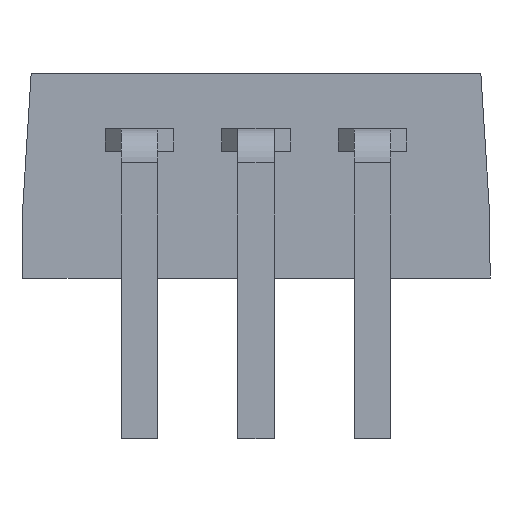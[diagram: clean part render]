
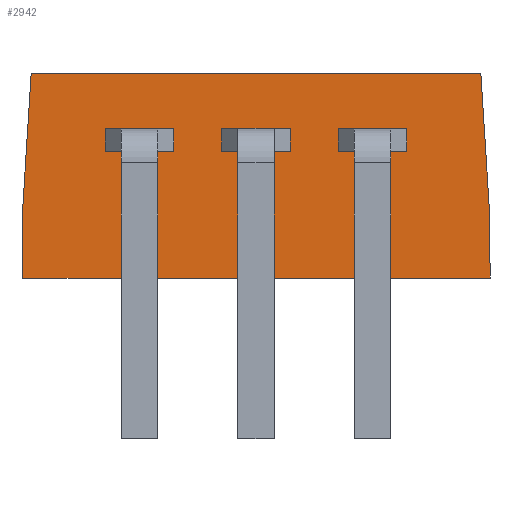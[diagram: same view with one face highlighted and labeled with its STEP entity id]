
A CAD part, front view. The second image highlights one B-rep face of the part: STEP entity #2942.
In plain terms, the highlighted planar face has unit normal (0, -1, 0).
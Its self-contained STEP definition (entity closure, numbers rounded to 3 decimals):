
#31 = CARTESIAN_POINT ( 'NONE',  ( -5.1, 0., 4.45 ) ) ;
#89 = LINE ( 'NONE', #235, #3079 ) ;
#97 = ORIENTED_EDGE ( 'NONE', *, *, #223, .F. ) ;
#120 = LINE ( 'NONE', #678, #972 ) ;
#136 = LINE ( 'NONE', #950, #994 ) ;
#149 = ORIENTED_EDGE ( 'NONE', *, *, #2587, .F. ) ;
#153 = VERTEX_POINT ( 'NONE', #1178 ) ;
#165 = VECTOR ( 'NONE', #2346, 1000. ) ;
#194 = FACE_OUTER_BOUND ( 'NONE', #803, .T. ) ;
#223 = EDGE_CURVE ( 'NONE', #2063, #2988, #392, .T. ) ;
#226 = CARTESIAN_POINT ( 'NONE',  ( -5.1, 0., 1.27 ) ) ;
#235 = CARTESIAN_POINT ( 'NONE',  ( -3.29, 0., 2.75 ) ) ;
#241 = LINE ( 'NONE', #2685, #2802 ) ;
#243 = DIRECTION ( 'NONE',  ( 1., 0., 0. ) ) ;
#248 = EDGE_CURVE ( 'NONE', #3155, #613, #1724, .T. ) ;
#272 = DIRECTION ( 'NONE',  ( 1., 0., 0. ) ) ;
#275 = DIRECTION ( 'NONE',  ( 0., 0., 1. ) ) ;
#278 = LINE ( 'NONE', #2787, #1141 ) ;
#300 = CARTESIAN_POINT ( 'NONE',  ( -1.79, 0., 3.25 ) ) ;
#330 = DIRECTION ( 'NONE',  ( 1., 0., 0. ) ) ;
#339 = DIRECTION ( 'NONE',  ( -1., 0., 0. ) ) ;
#392 = LINE ( 'NONE', #1779, #978 ) ;
#422 = ORIENTED_EDGE ( 'NONE', *, *, #1415, .F. ) ;
#450 = DIRECTION ( 'NONE',  ( 0., 1., 0. ) ) ;
#524 = LINE ( 'NONE', #31, #2125 ) ;
#539 = CARTESIAN_POINT ( 'NONE',  ( 1.79, 0., 2.75 ) ) ;
#613 = VERTEX_POINT ( 'NONE', #1901 ) ;
#623 = CARTESIAN_POINT ( 'NONE',  ( -3.29, 0., 2.75 ) ) ;
#631 = ORIENTED_EDGE ( 'NONE', *, *, #2114, .F. ) ;
#678 = CARTESIAN_POINT ( 'NONE',  ( 1.79, 0., 2.75 ) ) ;
#765 = VERTEX_POINT ( 'NONE', #2793 ) ;
#774 = FACE_BOUND ( 'NONE', #2165, .T. ) ;
#779 = EDGE_CURVE ( 'NONE', #153, #967, #524, .T. ) ;
#803 = EDGE_LOOP ( 'NONE', ( #149, #2638, #1751, #1170, #1638, #631, #422 ) ) ;
#818 = VERTEX_POINT ( 'NONE', #623 ) ;
#920 = DIRECTION ( 'NONE',  ( 0., 0., -1. ) ) ;
#935 = VERTEX_POINT ( 'NONE', #3183 ) ;
#950 = CARTESIAN_POINT ( 'NONE',  ( -1.79, 0., 3.25 ) ) ;
#967 = VERTEX_POINT ( 'NONE', #1392 ) ;
#972 = VECTOR ( 'NONE', #920, 1000. ) ;
#978 = VECTOR ( 'NONE', #243, 1000. ) ;
#980 = DIRECTION ( 'NONE',  ( 0., 0., 1. ) ) ;
#994 = VECTOR ( 'NONE', #2472, 1000. ) ;
#1003 = CARTESIAN_POINT ( 'NONE',  ( -1.79, 0., 2.75 ) ) ;
#1009 = CARTESIAN_POINT ( 'NONE',  ( 1.79, 0., 3.25 ) ) ;
#1018 = VECTOR ( 'NONE', #1675, 1000. ) ;
#1022 = DIRECTION ( 'NONE',  ( 1., 0., 0. ) ) ;
#1029 = LINE ( 'NONE', #2220, #1315 ) ;
#1068 = EDGE_CURVE ( 'NONE', #2988, #935, #1029, .T. ) ;
#1070 = LINE ( 'NONE', #1608, #165 ) ;
#1108 = CARTESIAN_POINT ( 'NONE',  ( 5.1, 0., 1.27 ) ) ;
#1132 = CARTESIAN_POINT ( 'NONE',  ( -0.75, 0., 2.75 ) ) ;
#1137 = LINE ( 'NONE', #226, #2999 ) ;
#1141 = VECTOR ( 'NONE', #275, 1000. ) ;
#1145 = VECTOR ( 'NONE', #980, 1000. ) ;
#1156 = CARTESIAN_POINT ( 'NONE',  ( -5.1, 0., 0. ) ) ;
#1170 = ORIENTED_EDGE ( 'NONE', *, *, #1372, .T. ) ;
#1178 = CARTESIAN_POINT ( 'NONE',  ( -4.9, 0., 4.45 ) ) ;
#1209 = VERTEX_POINT ( 'NONE', #300 ) ;
#1278 = CARTESIAN_POINT ( 'NONE',  ( 5.1, 0., 1.27 ) ) ;
#1285 = VERTEX_POINT ( 'NONE', #1108 ) ;
#1294 = EDGE_CURVE ( 'NONE', #2590, #1927, #1070, .T. ) ;
#1315 = VECTOR ( 'NONE', #2744, 1000. ) ;
#1362 = VERTEX_POINT ( 'NONE', #2861 ) ;
#1372 = EDGE_CURVE ( 'NONE', #153, #765, #2601, .T. ) ;
#1392 = CARTESIAN_POINT ( 'NONE',  ( 4.9, 0., 4.45 ) ) ;
#1415 = EDGE_CURVE ( 'NONE', #3018, #1444, #2266, .T. ) ;
#1418 = LINE ( 'NONE', #1758, #1145 ) ;
#1423 = VECTOR ( 'NONE', #330, 1000. ) ;
#1444 = VERTEX_POINT ( 'NONE', #2886 ) ;
#1451 = VERTEX_POINT ( 'NONE', #1156 ) ;
#1456 = CARTESIAN_POINT ( 'NONE',  ( -0.75, 0., 3.25 ) ) ;
#1466 = DIRECTION ( 'NONE',  ( 0., 0., -1. ) ) ;
#1499 = LINE ( 'NONE', #1456, #2156 ) ;
#1559 = FACE_BOUND ( 'NONE', #2699, .T. ) ;
#1573 = LINE ( 'NONE', #2204, #1933 ) ;
#1594 = CARTESIAN_POINT ( 'NONE',  ( -5.1, 0., -0.01 ) ) ;
#1608 = CARTESIAN_POINT ( 'NONE',  ( 1.79, 0., 3.25 ) ) ;
#1638 = ORIENTED_EDGE ( 'NONE', *, *, #2494, .T. ) ;
#1648 = LINE ( 'NONE', #2195, #1018 ) ;
#1675 = DIRECTION ( 'NONE',  ( -0.063, 0., 0.998 ) ) ;
#1677 = VERTEX_POINT ( 'NONE', #1003 ) ;
#1679 = DIRECTION ( 'NONE',  ( -1., 0., 0. ) ) ;
#1695 = EDGE_CURVE ( 'NONE', #1677, #1209, #1418, .T. ) ;
#1721 = ORIENTED_EDGE ( 'NONE', *, *, #2146, .F. ) ;
#1724 = LINE ( 'NONE', #2016, #3067 ) ;
#1751 = ORIENTED_EDGE ( 'NONE', *, *, #779, .F. ) ;
#1758 = CARTESIAN_POINT ( 'NONE',  ( -1.79, 0., 2.75 ) ) ;
#1779 = CARTESIAN_POINT ( 'NONE',  ( -0.75, 0., 2.75 ) ) ;
#1831 = EDGE_CURVE ( 'NONE', #1209, #2981, #136, .T. ) ;
#1835 = CARTESIAN_POINT ( 'NONE',  ( -1.79, 0., 2.75 ) ) ;
#1858 = ORIENTED_EDGE ( 'NONE', *, *, #2048, .F. ) ;
#1901 = CARTESIAN_POINT ( 'NONE',  ( 3.29, 0., 2.75 ) ) ;
#1927 = VERTEX_POINT ( 'NONE', #1009 ) ;
#1933 = VECTOR ( 'NONE', #2480, 1000. ) ;
#1935 = VECTOR ( 'NONE', #339, 1000. ) ;
#1938 = LINE ( 'NONE', #1835, #1423 ) ;
#1948 = CARTESIAN_POINT ( 'NONE',  ( -5.1, 0., 1.27 ) ) ;
#1964 = ORIENTED_EDGE ( 'NONE', *, *, #1969, .F. ) ;
#1969 = EDGE_CURVE ( 'NONE', #818, #1677, #1938, .T. ) ;
#2016 = CARTESIAN_POINT ( 'NONE',  ( 1.79, 0., 2.75 ) ) ;
#2038 = CARTESIAN_POINT ( 'NONE',  ( 3.29, 0., 3.25 ) ) ;
#2048 = EDGE_CURVE ( 'NONE', #1362, #2063, #241, .T. ) ;
#2063 = VERTEX_POINT ( 'NONE', #1132 ) ;
#2075 = ORIENTED_EDGE ( 'NONE', *, *, #1695, .F. ) ;
#2114 = EDGE_CURVE ( 'NONE', #1444, #1451, #1573, .T. ) ;
#2125 = VECTOR ( 'NONE', #272, 1000. ) ;
#2146 = EDGE_CURVE ( 'NONE', #935, #1362, #1499, .T. ) ;
#2156 = VECTOR ( 'NONE', #1679, 1000. ) ;
#2165 = EDGE_LOOP ( 'NONE', ( #2470, #2283, #2514, #2654 ) ) ;
#2181 = EDGE_CURVE ( 'NONE', #2981, #818, #89, .T. ) ;
#2195 = CARTESIAN_POINT ( 'NONE',  ( 5.1, 0., 1.27 ) ) ;
#2204 = CARTESIAN_POINT ( 'NONE',  ( -5.1, 0., -0.01 ) ) ;
#2220 = CARTESIAN_POINT ( 'NONE',  ( 0.75, 0., 2.75 ) ) ;
#2241 = EDGE_CURVE ( 'NONE', #613, #2590, #278, .T. ) ;
#2245 = EDGE_LOOP ( 'NONE', ( #2459, #3138, #2075, #1964 ) ) ;
#2260 = DIRECTION ( 'NONE',  ( 0., 0., -1. ) ) ;
#2266 = LINE ( 'NONE', #1594, #1935 ) ;
#2283 = ORIENTED_EDGE ( 'NONE', *, *, #248, .F. ) ;
#2346 = DIRECTION ( 'NONE',  ( -1., 0., 0. ) ) ;
#2437 = CARTESIAN_POINT ( 'NONE',  ( -3.29, 0., 3.25 ) ) ;
#2446 = PLANE ( 'NONE',  #2695 ) ;
#2459 = ORIENTED_EDGE ( 'NONE', *, *, #2181, .F. ) ;
#2470 = ORIENTED_EDGE ( 'NONE', *, *, #2241, .F. ) ;
#2472 = DIRECTION ( 'NONE',  ( -1., 0., 0. ) ) ;
#2475 = CARTESIAN_POINT ( 'NONE',  ( 5.1, 0., -0.01 ) ) ;
#2480 = DIRECTION ( 'NONE',  ( 0., 0., 1. ) ) ;
#2494 = EDGE_CURVE ( 'NONE', #765, #1451, #1137, .T. ) ;
#2498 = DIRECTION ( 'NONE',  ( 0., 0., -1. ) ) ;
#2514 = ORIENTED_EDGE ( 'NONE', *, *, #2921, .F. ) ;
#2587 = EDGE_CURVE ( 'NONE', #1285, #3018, #3269, .T. ) ;
#2590 = VERTEX_POINT ( 'NONE', #2038 ) ;
#2601 = LINE ( 'NONE', #2877, #3006 ) ;
#2631 = FACE_BOUND ( 'NONE', #2245, .T. ) ;
#2638 = ORIENTED_EDGE ( 'NONE', *, *, #2914, .T. ) ;
#2654 = ORIENTED_EDGE ( 'NONE', *, *, #1294, .F. ) ;
#2685 = CARTESIAN_POINT ( 'NONE',  ( -0.75, 0., 2.75 ) ) ;
#2695 = AXIS2_PLACEMENT_3D ( 'NONE', #1948, #450, #2925 ) ;
#2699 = EDGE_LOOP ( 'NONE', ( #3267, #97, #1858, #1721 ) ) ;
#2744 = DIRECTION ( 'NONE',  ( 0., 0., 1. ) ) ;
#2787 = CARTESIAN_POINT ( 'NONE',  ( 3.29, 0., 2.75 ) ) ;
#2793 = CARTESIAN_POINT ( 'NONE',  ( -5.1, 0., 1.27 ) ) ;
#2802 = VECTOR ( 'NONE', #1466, 1000. ) ;
#2861 = CARTESIAN_POINT ( 'NONE',  ( -0.75, 0., 3.25 ) ) ;
#2877 = CARTESIAN_POINT ( 'NONE',  ( -4.9, 0., 4.45 ) ) ;
#2886 = CARTESIAN_POINT ( 'NONE',  ( -5.1, 0., -0.01 ) ) ;
#2914 = EDGE_CURVE ( 'NONE', #1285, #967, #1648, .T. ) ;
#2921 = EDGE_CURVE ( 'NONE', #1927, #3155, #120, .T. ) ;
#2925 = DIRECTION ( 'NONE',  ( 0., 0., 1. ) ) ;
#2942 = ADVANCED_FACE ( 'NONE', ( #774, #194, #1559, #2631 ), #2446, .F. ) ;
#2962 = CARTESIAN_POINT ( 'NONE',  ( 0.75, 0., 2.75 ) ) ;
#2981 = VERTEX_POINT ( 'NONE', #2437 ) ;
#2988 = VERTEX_POINT ( 'NONE', #2962 ) ;
#2999 = VECTOR ( 'NONE', #3034, 1000. ) ;
#3006 = VECTOR ( 'NONE', #3136, 1000. ) ;
#3018 = VERTEX_POINT ( 'NONE', #2475 ) ;
#3034 = DIRECTION ( 'NONE',  ( 0., 0., -1. ) ) ;
#3067 = VECTOR ( 'NONE', #1022, 1000. ) ;
#3079 = VECTOR ( 'NONE', #2498, 1000. ) ;
#3136 = DIRECTION ( 'NONE',  ( -0.063, 0., -0.998 ) ) ;
#3138 = ORIENTED_EDGE ( 'NONE', *, *, #1831, .F. ) ;
#3150 = VECTOR ( 'NONE', #2260, 1000. ) ;
#3155 = VERTEX_POINT ( 'NONE', #539 ) ;
#3183 = CARTESIAN_POINT ( 'NONE',  ( 0.75, 0., 3.25 ) ) ;
#3267 = ORIENTED_EDGE ( 'NONE', *, *, #1068, .F. ) ;
#3269 = LINE ( 'NONE', #1278, #3150 ) ;
